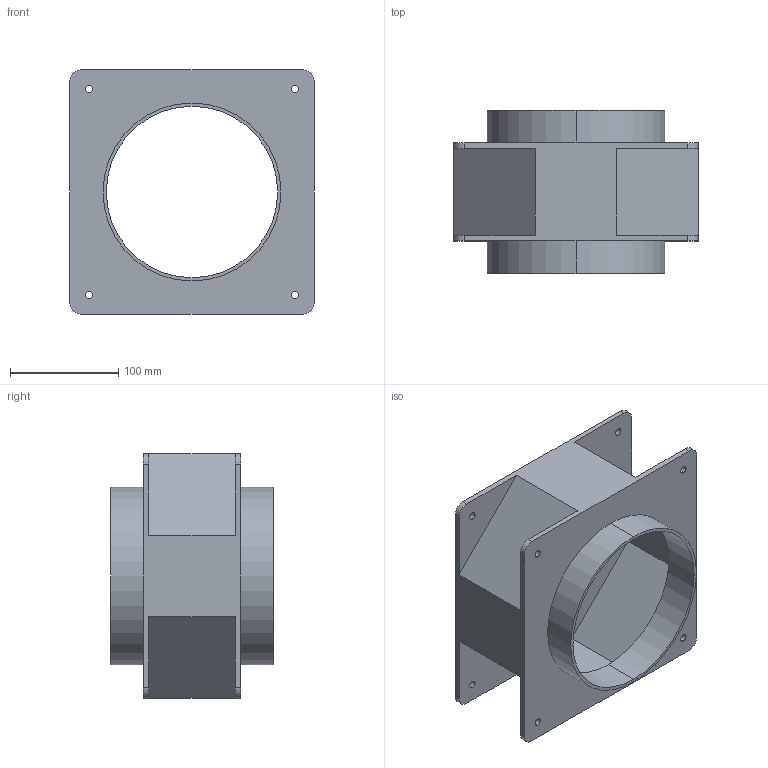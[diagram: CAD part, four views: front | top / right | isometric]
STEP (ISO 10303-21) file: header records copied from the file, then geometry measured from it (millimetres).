
FILE_DESCRIPTION (( 'STEP AP214' ), '1' );
FILE_NAME ('SCAN150.STEP', '2025-09-11T23:49:08', ( '' ), ( '' ), 'SwSTEP 2.0', 'SolidWorks 2024', '' );
FILE_SCHEMA (( 'AUTOMOTIVE_DESIGN' ));
Length unit declared in the file: millimetre
Products named in the file (3): P-Scan RP 150.STEP; Assem_MG808-01-04-2025.STEP; SCAN150
Assembly tree (2 placements, depth 3):
  SCAN150
    Assem_MG808-01-04-2025.STEP
      P-Scan RP 150.STEP
Bounding box: 225 x 150 x 225 mm (x, y, z)
Volume: 499851.6 mm3; surface area: 309328.7 mm2
Topology: 1 solids, 1 shells, 62 faces, 168 edges, 112 vertices
Faces by surface type: cylinder 32, plane 30
Entity records: 2093 total; most frequent: DIRECTION 368, CARTESIAN_POINT 348, ORIENTED_EDGE 336, EDGE_CURVE 168, AXIS2_PLACEMENT_3D 132, VERTEX_POINT 112, LINE 104, VECTOR 104
